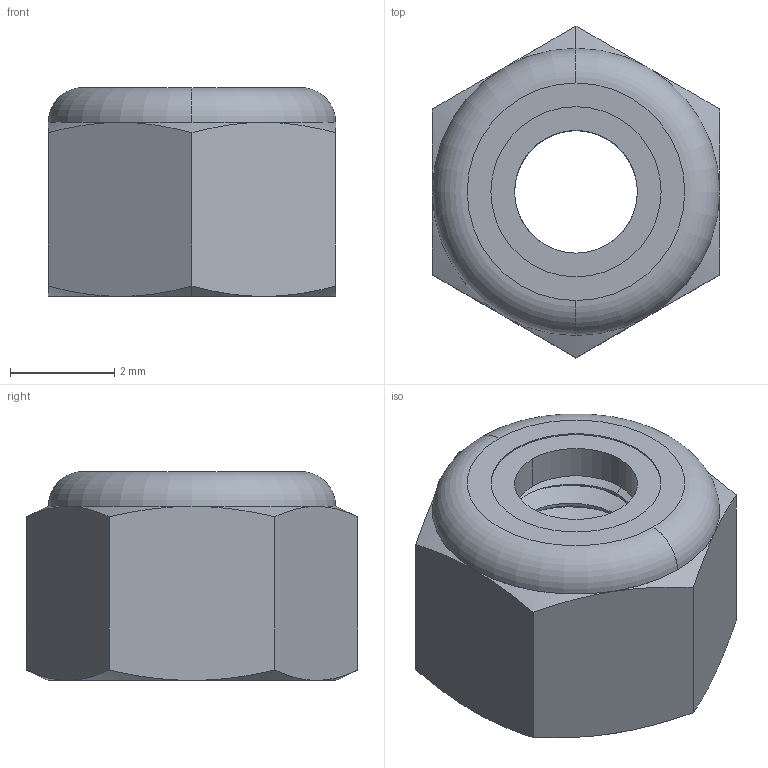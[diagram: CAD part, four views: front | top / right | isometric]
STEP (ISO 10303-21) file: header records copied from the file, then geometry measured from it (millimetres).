
FILE_DESCRIPTION (( 'STEP AP203' ), '1' );
FILE_NAME ('90576A102_Medium-Strength Steel Nylon-Insert Locknut.STEP', '2021-09-20T19:45:40', ( 'Administrator' ), ( 'Managed by Terraform' ), 'SwSTEP 2.0', 'SolidWorks 2017', '' );
FILE_SCHEMA (( 'CONFIG_CONTROL_DESIGN' ));
Length unit declared in the file: millimetre
Products named in the file (1): 90576A102_Medium-Strength Steel Nylon-Insert Locknut
Bounding box: 5.5 x 6.35 x 4 mm (x, y, z)
Volume: 79.2 mm3; surface area: 240.5 mm2
Topology: 2 solids, 2 shells, 58 faces, 142 edges, 90 vertices
Faces by surface type: cylinder 19, cone 18, plane 12, torus 6, bspline 3
Entity records: 2832 total; most frequent: CARTESIAN_POINT 1520, ORIENTED_EDGE 284, DIRECTION 232, EDGE_CURVE 142, AXIS2_PLACEMENT_3D 101, VERTEX_POINT 90, EDGE_LOOP 64, FACE_OUTER_BOUND 58
